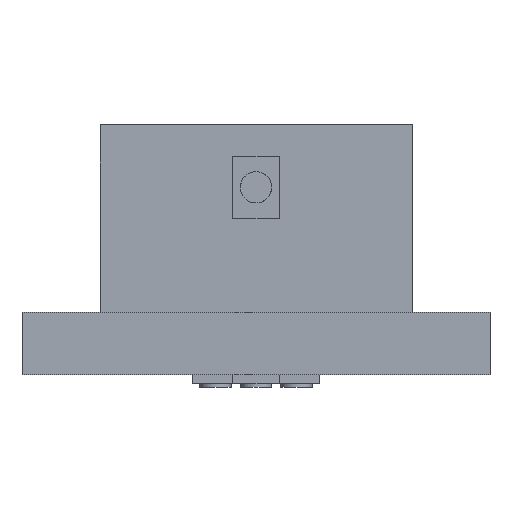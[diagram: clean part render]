
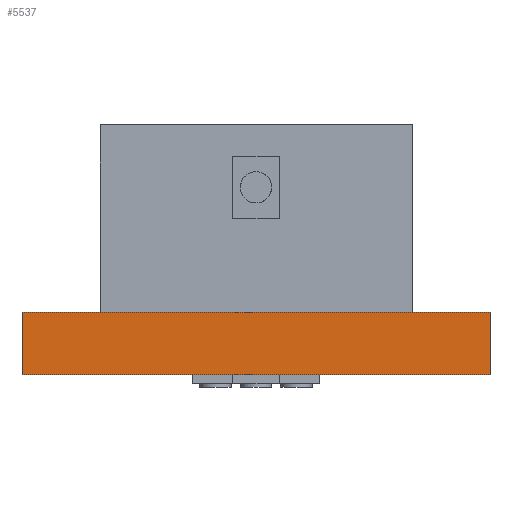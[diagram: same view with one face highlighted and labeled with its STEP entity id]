
A CAD part, left-side view. The second image highlights one B-rep face of the part: STEP entity #5537.
In plain terms, the highlighted planar face has unit normal (-1, 0, 0).
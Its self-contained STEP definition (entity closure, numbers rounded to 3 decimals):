
#3822 = VERTEX_POINT('',#3823);
#3823 = CARTESIAN_POINT('',(0.,0.,20.));
#3830 = PLANE('',#3831);
#3831 = AXIS2_PLACEMENT_3D('',#3832,#3833,#3834);
#3832 = CARTESIAN_POINT('',(90.,75.,
    20.));
#3833 = DIRECTION('',(0.,0.,1.));
#3834 = DIRECTION('',(1.,0.,-0.));
#3842 = PLANE('',#3843);
#3843 = AXIS2_PLACEMENT_3D('',#3844,#3845,#3846);
#3844 = CARTESIAN_POINT('',(90.,0.,0.));
#3845 = DIRECTION('',(0.,-1.,0.));
#3846 = DIRECTION('',(0.,0.,-1.));
#3883 = VERTEX_POINT('',#3884);
#3884 = CARTESIAN_POINT('',(0.,150.,20.));
#3898 = PLANE('',#3899);
#3899 = AXIS2_PLACEMENT_3D('',#3900,#3901,#3902);
#3900 = CARTESIAN_POINT('',(90.,150.,0.));
#3901 = DIRECTION('',(0.,1.,0.));
#3902 = DIRECTION('',(0.,-0.,1.));
#3910 = EDGE_CURVE('',#3822,#3883,#3911,.T.);
#3911 = SURFACE_CURVE('',#3912,(#3916,#3923),.PCURVE_S1.);
#3912 = LINE('',#3913,#3914);
#3913 = CARTESIAN_POINT('',(0.,75.,20.));
#3914 = VECTOR('',#3915,1.);
#3915 = DIRECTION('',(0.,1.,0.));
#3916 = PCURVE('',#3830,#3917);
#3917 = DEFINITIONAL_REPRESENTATION('',(#3918),#3922);
#3918 = LINE('',#3919,#3920);
#3919 = CARTESIAN_POINT('',(-90.,0.));
#3920 = VECTOR('',#3921,1.);
#3921 = DIRECTION('',(0.,1.));
#3922 = ( GEOMETRIC_REPRESENTATION_CONTEXT(2) 
PARAMETRIC_REPRESENTATION_CONTEXT() REPRESENTATION_CONTEXT('2D SPACE',''
  ) );
#3923 = PCURVE('',#3924,#3929);
#3924 = PLANE('',#3925);
#3925 = AXIS2_PLACEMENT_3D('',#3926,#3927,#3928);
#3926 = CARTESIAN_POINT('',(0.,75.,0.));
#3927 = DIRECTION('',(-1.,0.,0.));
#3928 = DIRECTION('',(0.,0.,1.));
#3929 = DEFINITIONAL_REPRESENTATION('',(#3930),#3934);
#3930 = LINE('',#3931,#3932);
#3931 = CARTESIAN_POINT('',(20.,0.));
#3932 = VECTOR('',#3933,1.);
#3933 = DIRECTION('',(0.,1.));
#3934 = ( GEOMETRIC_REPRESENTATION_CONTEXT(2) 
PARAMETRIC_REPRESENTATION_CONTEXT() REPRESENTATION_CONTEXT('2D SPACE',''
  ) );
#5391 = EDGE_CURVE('',#5392,#3822,#5394,.T.);
#5392 = VERTEX_POINT('',#5393);
#5393 = CARTESIAN_POINT('',(0.,0.,0.));
#5394 = SURFACE_CURVE('',#5395,(#5399,#5406),.PCURVE_S1.);
#5395 = LINE('',#5396,#5397);
#5396 = CARTESIAN_POINT('',(0.,0.,10.));
#5397 = VECTOR('',#5398,1.);
#5398 = DIRECTION('',(0.,0.,1.));
#5399 = PCURVE('',#3842,#5400);
#5400 = DEFINITIONAL_REPRESENTATION('',(#5401),#5405);
#5401 = LINE('',#5402,#5403);
#5402 = CARTESIAN_POINT('',(-10.,-90.));
#5403 = VECTOR('',#5404,1.);
#5404 = DIRECTION('',(-1.,0.));
#5405 = ( GEOMETRIC_REPRESENTATION_CONTEXT(2) 
PARAMETRIC_REPRESENTATION_CONTEXT() REPRESENTATION_CONTEXT('2D SPACE',''
  ) );
#5406 = PCURVE('',#3924,#5407);
#5407 = DEFINITIONAL_REPRESENTATION('',(#5408),#5412);
#5408 = LINE('',#5409,#5410);
#5409 = CARTESIAN_POINT('',(10.,-75.));
#5410 = VECTOR('',#5411,1.);
#5411 = DIRECTION('',(1.,0.));
#5412 = ( GEOMETRIC_REPRESENTATION_CONTEXT(2) 
PARAMETRIC_REPRESENTATION_CONTEXT() REPRESENTATION_CONTEXT('2D SPACE',''
  ) );
#5428 = PLANE('',#5429);
#5429 = AXIS2_PLACEMENT_3D('',#5430,#5431,#5432);
#5430 = CARTESIAN_POINT('',(90.,75.,0.));
#5431 = DIRECTION('',(0.,0.,-1.));
#5432 = DIRECTION('',(-1.,0.,0.));
#5492 = EDGE_CURVE('',#5493,#3883,#5495,.T.);
#5493 = VERTEX_POINT('',#5494);
#5494 = CARTESIAN_POINT('',(0.,150.,0.));
#5495 = SURFACE_CURVE('',#5496,(#5500,#5507),.PCURVE_S1.);
#5496 = LINE('',#5497,#5498);
#5497 = CARTESIAN_POINT('',(0.,150.,10.));
#5498 = VECTOR('',#5499,1.);
#5499 = DIRECTION('',(0.,0.,1.));
#5500 = PCURVE('',#3898,#5501);
#5501 = DEFINITIONAL_REPRESENTATION('',(#5502),#5506);
#5502 = LINE('',#5503,#5504);
#5503 = CARTESIAN_POINT('',(10.,-90.));
#5504 = VECTOR('',#5505,1.);
#5505 = DIRECTION('',(1.,0.));
#5506 = ( GEOMETRIC_REPRESENTATION_CONTEXT(2) 
PARAMETRIC_REPRESENTATION_CONTEXT() REPRESENTATION_CONTEXT('2D SPACE',''
  ) );
#5507 = PCURVE('',#3924,#5508);
#5508 = DEFINITIONAL_REPRESENTATION('',(#5509),#5513);
#5509 = LINE('',#5510,#5511);
#5510 = CARTESIAN_POINT('',(10.,75.));
#5511 = VECTOR('',#5512,1.);
#5512 = DIRECTION('',(1.,0.));
#5513 = ( GEOMETRIC_REPRESENTATION_CONTEXT(2) 
PARAMETRIC_REPRESENTATION_CONTEXT() REPRESENTATION_CONTEXT('2D SPACE',''
  ) );
#5537 = ADVANCED_FACE('',(#5538),#3924,.T.);
#5538 = FACE_BOUND('',#5539,.T.);
#5539 = EDGE_LOOP('',(#5540,#5541,#5542,#5543));
#5540 = ORIENTED_EDGE('',*,*,#5391,.T.);
#5541 = ORIENTED_EDGE('',*,*,#3910,.T.);
#5542 = ORIENTED_EDGE('',*,*,#5492,.F.);
#5543 = ORIENTED_EDGE('',*,*,#5544,.T.);
#5544 = EDGE_CURVE('',#5493,#5392,#5545,.T.);
#5545 = SURFACE_CURVE('',#5546,(#5550,#5557),.PCURVE_S1.);
#5546 = LINE('',#5547,#5548);
#5547 = CARTESIAN_POINT('',(0.,75.,0.));
#5548 = VECTOR('',#5549,1.);
#5549 = DIRECTION('',(0.,-1.,0.));
#5550 = PCURVE('',#3924,#5551);
#5551 = DEFINITIONAL_REPRESENTATION('',(#5552),#5556);
#5552 = LINE('',#5553,#5554);
#5553 = CARTESIAN_POINT('',(0.,0.));
#5554 = VECTOR('',#5555,1.);
#5555 = DIRECTION('',(0.,-1.));
#5556 = ( GEOMETRIC_REPRESENTATION_CONTEXT(2) 
PARAMETRIC_REPRESENTATION_CONTEXT() REPRESENTATION_CONTEXT('2D SPACE',''
  ) );
#5557 = PCURVE('',#5428,#5558);
#5558 = DEFINITIONAL_REPRESENTATION('',(#5559),#5563);
#5559 = LINE('',#5560,#5561);
#5560 = CARTESIAN_POINT('',(90.,0.));
#5561 = VECTOR('',#5562,1.);
#5562 = DIRECTION('',(0.,-1.));
#5563 = ( GEOMETRIC_REPRESENTATION_CONTEXT(2) 
PARAMETRIC_REPRESENTATION_CONTEXT() REPRESENTATION_CONTEXT('2D SPACE',''
  ) );
